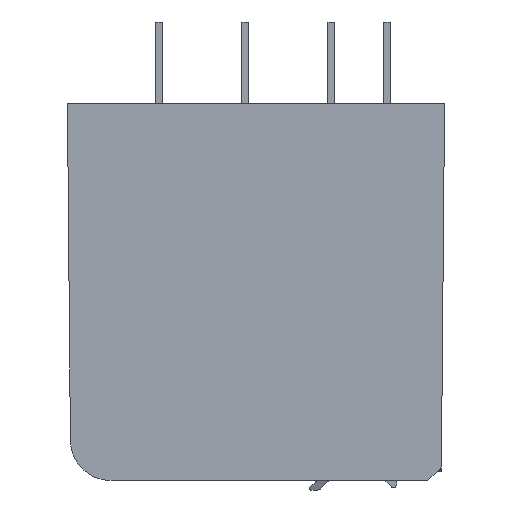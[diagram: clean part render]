
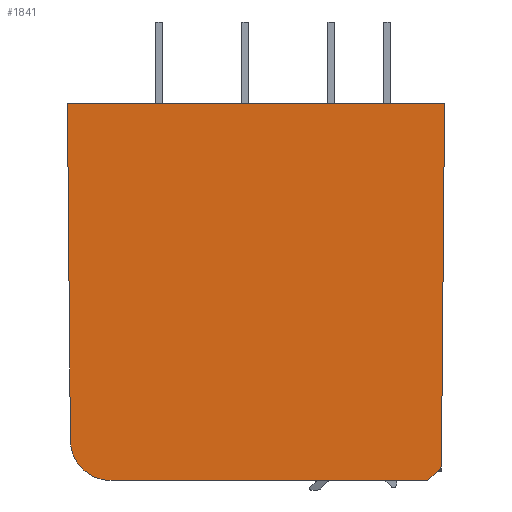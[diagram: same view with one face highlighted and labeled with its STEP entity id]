
A CAD part, left-side view. The second image highlights one B-rep face of the part: STEP entity #1841.
In plain terms, the highlighted planar face has unit normal (-1, 0, -0.009).
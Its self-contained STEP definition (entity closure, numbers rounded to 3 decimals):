
#2=DIRECTION('',(-0.006,-0.707,0.707));
#3=VECTOR('',#2,1.414);
#4=CARTESIAN_POINT('',(-10.657,-12.666,-27.8));
#5=LINE('',#4,#3);
#6=DIRECTION('',(0.,1.,0.));
#7=VECTOR('',#6,23.35);
#8=CARTESIAN_POINT('',(-10.657,-12.666,-27.8));
#9=LINE('',#8,#7);
#10=CARTESIAN_POINT('',(-10.657,10.683,-27.8));
#11=CARTESIAN_POINT('',(-10.657,10.931,-27.8));
#12=CARTESIAN_POINT('',(-10.658,11.369,-27.742));
#13=CARTESIAN_POINT('',(-10.66,12.108,-27.487));
#14=CARTESIAN_POINT('',(-10.665,12.837,-26.973));
#15=CARTESIAN_POINT('',(-10.671,13.358,-26.248));
#16=CARTESIAN_POINT('',(-10.677,13.619,-25.511));
#17=CARTESIAN_POINT('',(-10.681,13.681,-25.074));
#18=CARTESIAN_POINT('',(-10.683,13.683,-24.826));
#20=DIRECTION('',(-0.009,0.009,1.));
#21=VECTOR('',#20,24.828);
#22=CARTESIAN_POINT('',(-10.683,13.683,-24.826));
#23=LINE('',#22,#21);
#24=DIRECTION('',(0.,-1.,0.));
#25=VECTOR('',#24,27.8);
#26=CARTESIAN_POINT('',(-10.9,13.9,0.));
#27=LINE('',#26,#25);
#28=DIRECTION('',(0.009,0.009,-1.));
#29=VECTOR('',#28,26.802);
#30=CARTESIAN_POINT('',(-10.9,-13.9,0.));
#31=LINE('',#30,#29);
#1396=CARTESIAN_POINT('',(-10.683,13.683,
-24.826));
#1397=CARTESIAN_POINT('',(-10.9,13.9,0.));
#1398=VERTEX_POINT('',#1396);
#1399=VERTEX_POINT('',#1397);
#1400=CARTESIAN_POINT('',(-10.9,-13.9,0.));
#1401=VERTEX_POINT('',#1400);
#1402=VERTEX_POINT('',#10);
#1810=CARTESIAN_POINT('',(-10.657,-12.666,-27.8));
#1811=CARTESIAN_POINT('',(-10.666,-13.666,
-26.8));
#1812=VERTEX_POINT('',#1810);
#1813=VERTEX_POINT('',#1811);
#1822=CARTESIAN_POINT('',(-10.9,14.439,0.));
#1823=DIRECTION('',(1.,0.,0.009));
#1824=DIRECTION('',(0.,1.,0.));
#1825=AXIS2_PLACEMENT_3D('',#1822,#1823,#1824);
#1826=PLANE('',#1825);
#1828=ORIENTED_EDGE('',*,*,#1827,.F.);
#1830=ORIENTED_EDGE('',*,*,#1829,.T.);
#1832=ORIENTED_EDGE('',*,*,#1831,.T.);
#1834=ORIENTED_EDGE('',*,*,#1833,.T.);
#1836=ORIENTED_EDGE('',*,*,#1835,.T.);
#1838=ORIENTED_EDGE('',*,*,#1837,.T.);
#1839=EDGE_LOOP('',(#1828,#1830,#1832,#1834,#1836,#1838));
#1840=FACE_OUTER_BOUND('',#1839,.F.);
#19=B_SPLINE_CURVE_WITH_KNOTS('',3,(#10,#11,#12,#13,#14,#15,#16,#17,#18),
.UNSPECIFIED.,.F.,.F.,(4,1,1,1,1,1,4),(0.,0.125,0.25,0.5,0.75,0.875,
1.),.UNSPECIFIED.);
#1827=EDGE_CURVE('',#1812,#1813,#5,.T.);
#1829=EDGE_CURVE('',#1812,#1402,#9,.T.);
#1831=EDGE_CURVE('',#1402,#1398,#19,.T.);
#1833=EDGE_CURVE('',#1398,#1399,#23,.T.);
#1835=EDGE_CURVE('',#1399,#1401,#27,.T.);
#1837=EDGE_CURVE('',#1401,#1813,#31,.T.);
#1841=ADVANCED_FACE('',(#1840),#1826,.F.);
